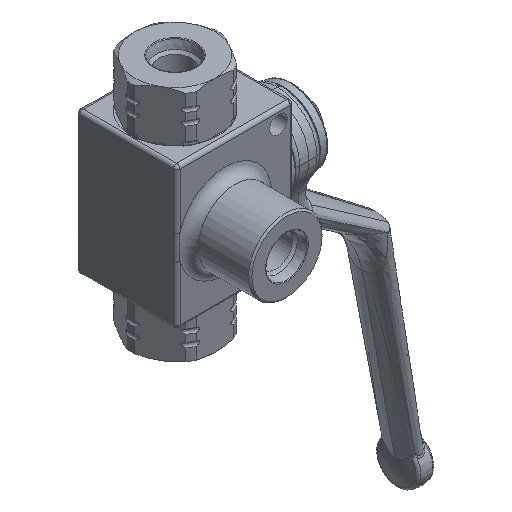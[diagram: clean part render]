
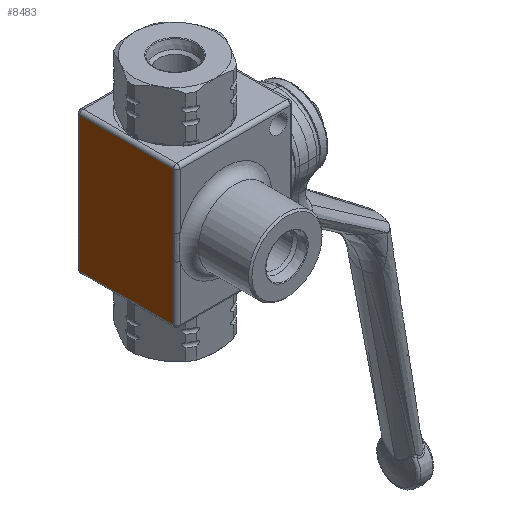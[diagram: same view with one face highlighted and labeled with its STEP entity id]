
A CAD part, isometric view. The second image highlights one B-rep face of the part: STEP entity #8483.
In plain terms, the highlighted planar face has unit normal (-1, 0, 0).
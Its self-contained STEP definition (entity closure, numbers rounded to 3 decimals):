
#307=B_SPLINE_CURVE_WITH_KNOTS('',3,(#34439,#34440,#34441,#34442,#34443),
 .UNSPECIFIED.,.F.,.F.,(4,1,4),(0.,0.318,
0.742),.UNSPECIFIED.);
#597=PLANE('',#9274);
#905=LINE('',#34372,#1311);
#911=LINE('',#34405,#1317);
#912=LINE('',#34445,#1318);
#917=LINE('',#34452,#1323);
#919=LINE('',#34455,#1325);
#1311=VECTOR('',#11071,10.);
#1317=VECTOR('',#11109,10.);
#1318=VECTOR('',#11114,10.);
#1323=VECTOR('',#11123,10.);
#1325=VECTOR('',#11127,10.);
#1910=FACE_OUTER_BOUND('',#2386,.T.);
#2386=EDGE_LOOP('',(#6931,#6932,#6933,#6934,#6935,#6936));
#3606=VERTEX_POINT('',#34340);
#3617=VERTEX_POINT('',#34367);
#3620=VERTEX_POINT('',#34377);
#3624=VERTEX_POINT('',#34394);
#3627=VERTEX_POINT('',#34401);
#3629=VERTEX_POINT('',#34431);
#4742=EDGE_CURVE('',#3606,#3617,#905,.T.);
#4758=EDGE_CURVE('',#3624,#3627,#911,.T.);
#4761=EDGE_CURVE('',#3627,#3629,#307,.T.);
#4762=EDGE_CURVE('',#3629,#3620,#912,.T.);
#4767=EDGE_CURVE('',#3617,#3624,#917,.T.);
#4769=EDGE_CURVE('',#3620,#3606,#919,.T.);
#6931=ORIENTED_EDGE('',*,*,#4758,.F.);
#6932=ORIENTED_EDGE('',*,*,#4767,.F.);
#6933=ORIENTED_EDGE('',*,*,#4742,.F.);
#6934=ORIENTED_EDGE('',*,*,#4769,.F.);
#6935=ORIENTED_EDGE('',*,*,#4762,.F.);
#6936=ORIENTED_EDGE('',*,*,#4761,.F.);
#8483=ADVANCED_FACE('',(#1910),#597,.T.);
#9274=AXIS2_PLACEMENT_3D('',#34488,#11172,#11173);
#11071=DIRECTION('',(0.,0.,1.));
#11109=DIRECTION('',(0.,0.,-1.));
#11114=DIRECTION('',(0.,0.,-1.));
#11123=DIRECTION('',(0.,-1.,0.));
#11127=DIRECTION('',(0.,1.,0.));
#11172=DIRECTION('center_axis',(-1.,0.,0.));
#11173=DIRECTION('ref_axis',(0.,-1.,0.));
#34340=CARTESIAN_POINT('',(-14.5,14.,-20.2));
#34367=CARTESIAN_POINT('',(-14.5,14.,20.2));
#34372=CARTESIAN_POINT('',(-14.5,14.,0.));
#34377=CARTESIAN_POINT('',(-14.5,-14.,-20.2));
#34394=CARTESIAN_POINT('',(-14.5,-14.,20.2));
#34401=CARTESIAN_POINT('',(-14.5,-14.,3.708));
#34405=CARTESIAN_POINT('',(-14.5,-14.,0.));
#34431=CARTESIAN_POINT('',(-14.5,-14.,-3.708));
#34439=CARTESIAN_POINT('Ctrl Pts',(-14.5,-14.,3.708));
#34440=CARTESIAN_POINT('Ctrl Pts',(-14.5,-14.,2.649));
#34441=CARTESIAN_POINT('Ctrl Pts',(-14.5,-14.062,0.177));
#34442=CARTESIAN_POINT('Ctrl Pts',(-14.5,-14.,-2.295));
#34443=CARTESIAN_POINT('Ctrl Pts',(-14.5,-14.,-3.708));
#34445=CARTESIAN_POINT('',(-14.5,-14.,0.));
#34452=CARTESIAN_POINT('',(-14.5,7.5,20.2));
#34455=CARTESIAN_POINT('',(-14.5,7.5,-20.2));
#34488=CARTESIAN_POINT('Origin',(-14.5,15.,0.));
